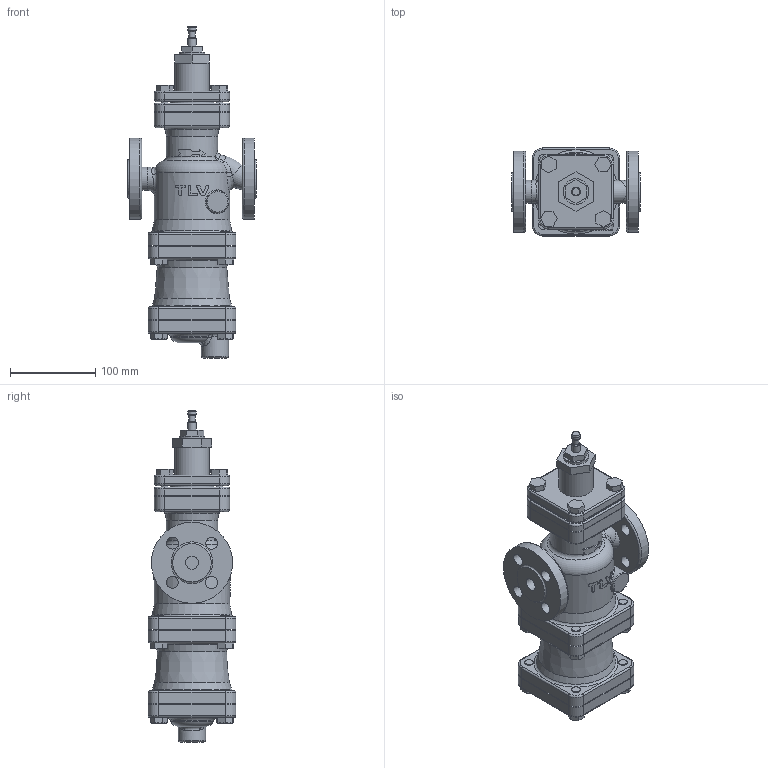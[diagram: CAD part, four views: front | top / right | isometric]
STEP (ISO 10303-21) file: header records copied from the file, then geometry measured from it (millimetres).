
FILE_DESCRIPTION(/* description */ (''),/* implementation_level */ '2;1');
FILE_NAME(/* name */ 'cvcs0-015-e0025-01.stp',/* time_stamp */ '2017-05-16T11:48:01+09:00',/* author */ ('nakaot'),/* organization */ ('株式会社テイエルブイ'),/* preprocessor_version */ 'ST-DEVELOPER v15.6',/* originating_system */ 'Autodesk Inventor 2015',/* authorisation */ '');
FILE_SCHEMA (('CONFIG_CONTROL_DESIGN'));
Length unit declared in the file: millimetre
Products named in the file (1): cvcs0-015-e0025-01
Bounding box: 150 x 103 x 389 mm (x, y, z)
Volume: 2225358.8 mm3; surface area: 222105.2 mm2
Topology: 1 solids, 1 shells, 470 faces, 1119 edges, 711 vertices
Faces by surface type: plane 209, cylinder 133, bspline 60, torus 51, cone 17
Full cylindrical faces by diameter (mm): 7.288 x1, 8 x8, 8.376 x4, 10 x18, 12 x8, 14 x8, 15 x2, 26 x1, 27 x1, 30 x1, 32 x1, 40 x1, 52 x1, 60 x1, 70 x1, 80 x1, 88 x1, 90 x1, 95 x2
Entity records: 24232 total; most frequent: CARTESIAN_POINT 14074, ORIENTED_EDGE 2008, DIRECTION 1984, EDGE_CURVE 1004, AXIS2_PLACEMENT_3D 774, VERTEX_POINT 688, EDGE_LOOP 670, FACE_OUTER_BOUND 470
